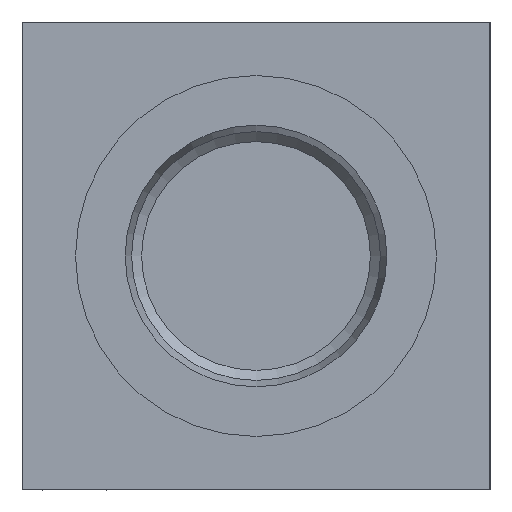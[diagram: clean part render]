
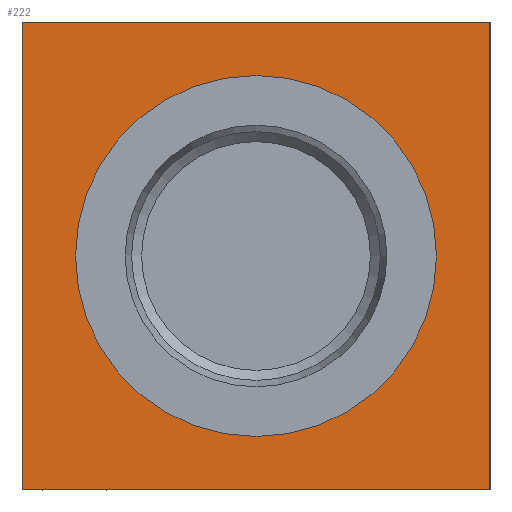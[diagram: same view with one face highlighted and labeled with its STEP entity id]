
A CAD part, left-side view. The second image highlights one B-rep face of the part: STEP entity #222.
In plain terms, the highlighted planar face has unit normal (-1, 0, 0).
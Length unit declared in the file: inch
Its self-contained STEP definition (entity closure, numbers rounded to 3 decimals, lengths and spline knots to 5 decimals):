
#222 = ADVANCED_FACE( '', ( #574, #575 ), #576, .F. );
#574 = FACE_BOUND( '', #1091, .T. );
#575 = FACE_OUTER_BOUND( '', #1092, .T. );
#576 = PLANE( '', #1093 );
#1091 = EDGE_LOOP( '', ( #1727 ) );
#1092 = EDGE_LOOP( '', ( #1728, #1729, #1730, #1731 ) );
#1093 = AXIS2_PLACEMENT_3D( '', #1732, #1733, #1734 );
#1727 = ORIENTED_EDGE( '', *, *, #2977, .T. );
#1728 = ORIENTED_EDGE( '', *, *, #2978, .F. );
#1729 = ORIENTED_EDGE( '', *, *, #2979, .F. );
#1730 = ORIENTED_EDGE( '', *, *, #2980, .F. );
#1731 = ORIENTED_EDGE( '', *, *, #2981, .F. );
#1732 = CARTESIAN_POINT( '', ( 0., 0., 0. ) );
#1733 = DIRECTION( '', ( 1., 0., 0. ) );
#1734 = DIRECTION( '', ( 0., 0., -1. ) );
#2977 = EDGE_CURVE( '', #3587, #3587, #3588, .T. );
#2978 = EDGE_CURVE( '', #3589, #3590, #3591, .T. );
#2979 = EDGE_CURVE( '', #3592, #3589, #3593, .T. );
#2980 = EDGE_CURVE( '', #3594, #3592, #3595, .T. );
#2981 = EDGE_CURVE( '', #3590, #3594, #3596, .T. );
#3587 = VERTEX_POINT( '', #4411 );
#3588 = CIRCLE( '', #4412, 0.964 );
#3589 = VERTEX_POINT( '', #4413 );
#3590 = VERTEX_POINT( '', #4414 );
#3591 = LINE( '', #4415, #4416 );
#3592 = VERTEX_POINT( '', #4417 );
#3593 = LINE( '', #4418, #4419 );
#3594 = VERTEX_POINT( '', #4420 );
#3595 = LINE( '', #4421, #4422 );
#3596 = LINE( '', #4423, #4424 );
#4411 = CARTESIAN_POINT( '', ( 0., 1.25, 0.286 ) );
#4412 = AXIS2_PLACEMENT_3D( '', #5309, #5310, #5311 );
#4413 = CARTESIAN_POINT( '', ( 0., 2.5, 0. ) );
#4414 = CARTESIAN_POINT( '', ( 0., 2.5, 2.5 ) );
#4415 = CARTESIAN_POINT( '', ( 0., 2.5, 0. ) );
#4416 = VECTOR( '', #5312, 39.37008 );
#4417 = CARTESIAN_POINT( '', ( 0., 0., 0. ) );
#4418 = CARTESIAN_POINT( '', ( 0., 0., 0. ) );
#4419 = VECTOR( '', #5313, 39.37008 );
#4420 = CARTESIAN_POINT( '', ( 0., 0., 2.5 ) );
#4421 = CARTESIAN_POINT( '', ( 0., 0., 2.5 ) );
#4422 = VECTOR( '', #5314, 39.37008 );
#4423 = CARTESIAN_POINT( '', ( 0., 2.5, 2.5 ) );
#4424 = VECTOR( '', #5315, 39.37008 );
#5309 = CARTESIAN_POINT( '', ( 0., 1.25, 1.25 ) );
#5310 = DIRECTION( '', ( 1., 0., 0. ) );
#5311 = DIRECTION( '', ( 0., 0., -1. ) );
#5312 = DIRECTION( '', ( 0., 0., 1. ) );
#5313 = DIRECTION( '', ( 0., 1., 0. ) );
#5314 = DIRECTION( '', ( 0., 0., -1. ) );
#5315 = DIRECTION( '', ( 0., -1., 0. ) );
